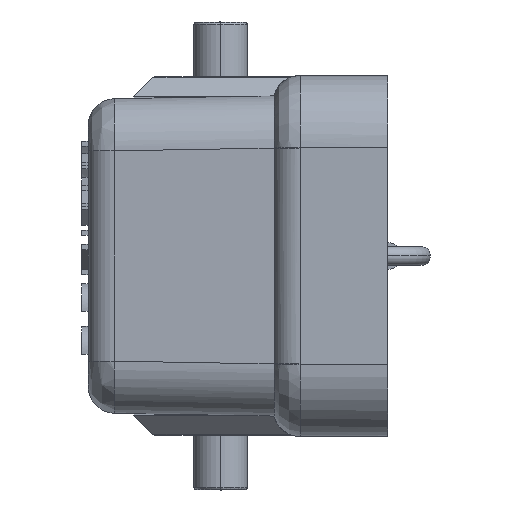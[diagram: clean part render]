
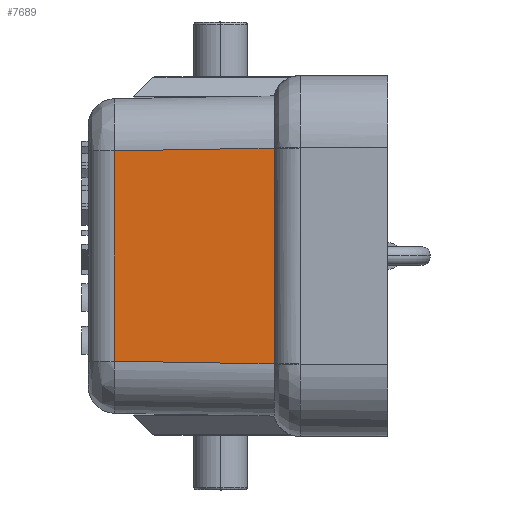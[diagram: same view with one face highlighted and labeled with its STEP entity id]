
A CAD part, left-side view. The second image highlights one B-rep face of the part: STEP entity #7689.
In plain terms, the highlighted planar face has unit normal (-1, 0.018, 0).
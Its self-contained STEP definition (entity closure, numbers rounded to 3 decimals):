
#761=CARTESIAN_POINT('',(-11.972,1.6,8.073));
#777=CARTESIAN_POINT('',(-11.764,13.535,7.864));
#817=DIRECTION('',(0.,0.,-1.));
#818=VECTOR('',#817,16.145);
#819=CARTESIAN_POINT('',(-11.972,1.6,8.073));
#820=LINE('',#819,#818);
#838=CARTESIAN_POINT('',(-11.972,1.6,-8.073));
#1159=DIRECTION('',(0.,0.,1.));
#1160=VECTOR('',#1159,15.729);
#1161=CARTESIAN_POINT('',(-11.764,13.535,
-7.864));
#1162=LINE('',#1161,#1160);
#1906=CARTESIAN_POINT('',(-11.764,13.535,
-7.864));
#1937=DIRECTION('',(0.017,1.,-0.017));
#1938=VECTOR('',#1937,11.939);
#1939=CARTESIAN_POINT('',(-11.972,1.6,8.073));
#1940=LINE('',#1939,#1938);
#1941=DIRECTION('',(-0.017,-1.,-0.017));
#1942=VECTOR('',#1941,11.939);
#1943=CARTESIAN_POINT('',(-11.764,13.535,
-7.864));
#1944=LINE('',#1943,#1942);
#4203=VERTEX_POINT('',#838);
#4233=VERTEX_POINT('',#761);
#4512=VERTEX_POINT('',#1906);
#4528=VERTEX_POINT('',#777);
#7678=CARTESIAN_POINT('',(-12.,0.,-13.448));
#7679=DIRECTION('',(-1.,0.017,0.));
#7680=DIRECTION('',(-0.017,-1.,0.));
#7681=AXIS2_PLACEMENT_3D('',#7678,#7679,#7680);
#7682=PLANE('',#7681);
#7683=ORIENTED_EDGE('',*,*,#5915,.F.);
#7684=ORIENTED_EDGE('',*,*,#6039,.T.);
#7685=ORIENTED_EDGE('',*,*,#7669,.F.);
#7686=ORIENTED_EDGE('',*,*,#6601,.T.);
#7687=EDGE_LOOP('',(#7683,#7684,#7685,#7686));
#7688=FACE_OUTER_BOUND('',#7687,.F.);
#7689=ADVANCED_FACE('',(#7688),#7682,.T.);
#5915=EDGE_CURVE('',#4233,#4528,#1940,.T.);
#6039=EDGE_CURVE('',#4233,#4203,#820,.T.);
#6601=EDGE_CURVE('',#4512,#4528,#1162,.T.);
#7669=EDGE_CURVE('',#4512,#4203,#1944,.T.);
